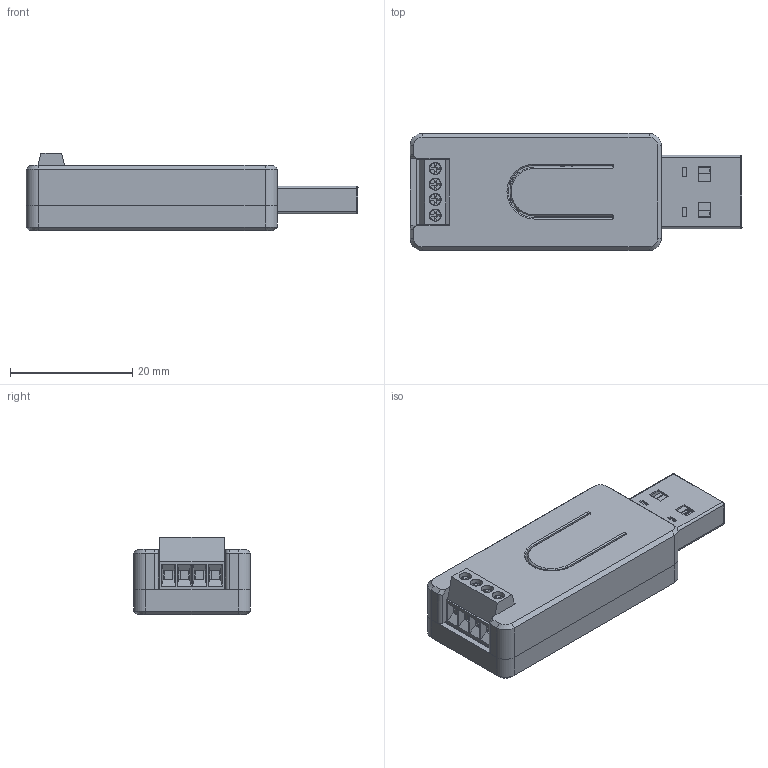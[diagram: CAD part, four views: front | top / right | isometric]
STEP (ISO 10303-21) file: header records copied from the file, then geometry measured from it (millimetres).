
FILE_DESCRIPTION(/* description */ ('','CAx-IF Rec.Pracs.---Representation and Presentation of Product Manufacturing Information (PMI)---4.0---2014-10-13'),/* implementation_level */ '2;1');
FILE_NAME(/* name */ 'Case Relay.step',/* time_stamp */ '2025-03-13T22:57:43+01:00',/* author */ (''),/* organization */ (''),/* preprocessor_version */ 'ST-DEVELOPER v20',/* originating_system */ 'Autodesk Translation Framework v13.20.0.188',/* authorisation */ '');
FILE_SCHEMA (('AP242_MANAGED_MODEL_BASED_3D_ENGINEERING_MIM_LF { 1 0 10303 442 1 1 4 }'));
Products named in the file (83): Case Relay; Bottom Cover; Top Cover Fan; PCB; Board; Open CASCADE STEP translator 7.5 3.1.1; U1; 6335647760; C7; C6; C5; D3; 6335647840; Body; Open CASCADE STEP translator 6.8 21.1.1; Leader; R7; 6335645040; Mid_Body; Mark; Terminal; Open CASCADE STEP translator 6.8 20.2.1; R4; R2; R6; D2; D1; SOD323; SOD323-PCB-001; SOD323-LP-001; PB1; SKQMBA; C2; J3; 480370001; U2; 6335645440; Body_1; Open CASCADE STEP translator 6.8 15.1.1; Leader_1 ...
Assembly tree (113 placements, depth 6):
  Case Relay
    Bottom Cover
    Top Cover Fan
    PCB
      Board
        Open CASCADE STEP translator 7.5 3.1.1
      U1
        6335647760
      C7
        6335645600
          Terminal_2
            Open CASCADE STEP translator 6.8 16.1.1
            Open CASCADE STEP translator 6.8 16.1.2
          Mid_Body_2
            Open CASCADE STEP translator 6.8 16.2.1
      C6
        6174705696
          Terminal_3
            Open CASCADE STEP translator 6.8 16.1.1_1
            Open CASCADE STEP translator 6.8 16.1.2_1
          Mid_Body_3
            Open CASCADE STEP translator 6.8 16.2.1_1
      C5
        6174705696
          Terminal_3
            Open CASCADE STEP translator 6.8 16.1.1_1
            Open CASCADE STEP translator 6.8 16.1.2_1
          Mid_Body_3
            Open CASCADE STEP translator 6.8 16.2.1_1
      D3
        6335647840
          Body
            Open CASCADE STEP translator 6.8 21.1.1
          Leader  x6
      R7
        6335645040
          Mid_Body
          Terminal  x2
            Open CASCADE STEP translator 6.8 20.2.1
          Mark
      R4
        6335644000
          Mid_Body_1
          Terminal_1  x2
            Open CASCADE STEP translator 6.8 20.2.1_1
          Mark_1
      R2
        6335644000
          Mid_Body_1
          Terminal_1  x2
            Open CASCADE STEP translator 6.8 20.2.1_1
          Mark_1
      R6
        6335644000
          Mid_Body_1
          Terminal_1  x2
            Open CASCADE STEP translator 6.8 20.2.1_1
          Mark_1
      D2
        SOD323
Bounding box: 54.38 x 19.16 x 12.71 mm (x, y, z)
Volume: 6498.6 mm3; surface area: 10575.4 mm2
Topology: 124 solids, 125 shells, 2788 faces, 6788 edges, 4188 vertices
Faces by surface type: plane 1927, cylinder 601, bspline 112, sphere 106, cone 30, torus 12
Full cylindrical faces by diameter (mm): 0.255 x1, 1 x2, 1.5 x8, 1.6 x4, 1.7 x4, 2 x4, 2.1 x4
Entity records: 63933 total; most frequent: CARTESIAN_POINT 15896, ORIENTED_EDGE 9416, DIRECTION 9252, EDGE_CURVE 4708, LINE 3678, VECTOR 3678, VERTEX_POINT 2969, AXIS2_PLACEMENT_3D 2787
